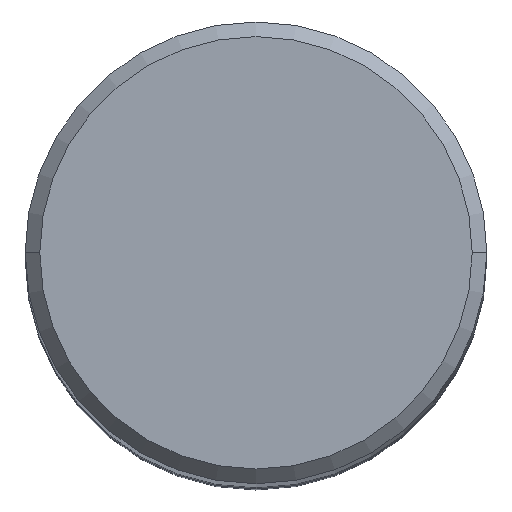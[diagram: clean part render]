
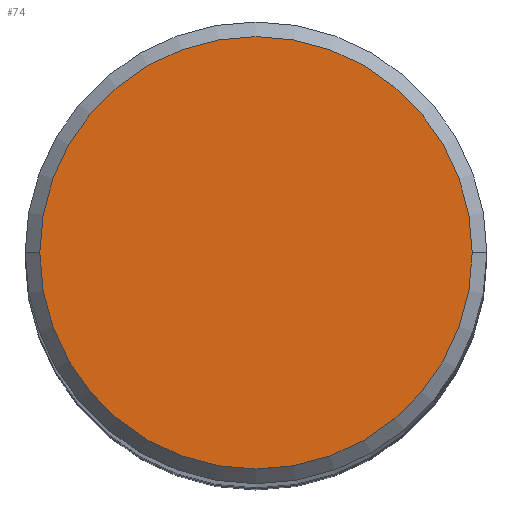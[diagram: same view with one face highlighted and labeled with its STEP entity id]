
A CAD part, top view. The second image highlights one B-rep face of the part: STEP entity #74.
In plain terms, the highlighted planar face has unit normal (0, 0, 1).
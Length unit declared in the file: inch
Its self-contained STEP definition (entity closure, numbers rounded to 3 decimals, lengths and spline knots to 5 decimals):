
#34 = DIRECTION ( 'NONE',  ( 0., 0., -1. ) ) ;
#47 = CARTESIAN_POINT ( 'NONE',  ( -0.29495, 0., 0. ) ) ;
#52 = AXIS2_PLACEMENT_3D ( 'NONE', #57, #356, #250 ) ;
#57 = CARTESIAN_POINT ( 'NONE',  ( 0., 0., 0. ) ) ;
#74 = ADVANCED_FACE ( 'NONE', ( #122 ), #352, .F. ) ;
#78 = AXIS2_PLACEMENT_3D ( 'NONE', #373, #258, #499 ) ;
#122 = FACE_OUTER_BOUND ( 'NONE', #441, .T. ) ;
#125 = CARTESIAN_POINT ( 'NONE',  ( 0.29495, 0., 0. ) ) ;
#151 = AXIS2_PLACEMENT_3D ( 'NONE', #269, #34, #466 ) ;
#193 = CIRCLE ( 'NONE', #78, 0.29495 ) ;
#250 = DIRECTION ( 'NONE',  ( 1., 0., 0. ) ) ;
#258 = DIRECTION ( 'NONE',  ( 0., 0., 1. ) ) ;
#269 = CARTESIAN_POINT ( 'NONE',  ( 0., 0.29495, 0. ) ) ;
#271 = CIRCLE ( 'NONE', #52, 0.29495 ) ;
#282 = ORIENTED_EDGE ( 'NONE', *, *, #421, .T. ) ;
#285 = EDGE_CURVE ( 'NONE', #357, #317, #271, .T. ) ;
#313 = ORIENTED_EDGE ( 'NONE', *, *, #285, .T. ) ;
#317 = VERTEX_POINT ( 'NONE', #125 ) ;
#352 = PLANE ( 'NONE',  #151 ) ;
#356 = DIRECTION ( 'NONE',  ( 0., 0., 1. ) ) ;
#357 = VERTEX_POINT ( 'NONE', #47 ) ;
#373 = CARTESIAN_POINT ( 'NONE',  ( 0., 0., 0. ) ) ;
#421 = EDGE_CURVE ( 'NONE', #317, #357, #193, .T. ) ;
#441 = EDGE_LOOP ( 'NONE', ( #313, #282 ) ) ;
#466 = DIRECTION ( 'NONE',  ( -1., 0., 0. ) ) ;
#499 = DIRECTION ( 'NONE',  ( 1., 0., 0. ) ) ;
